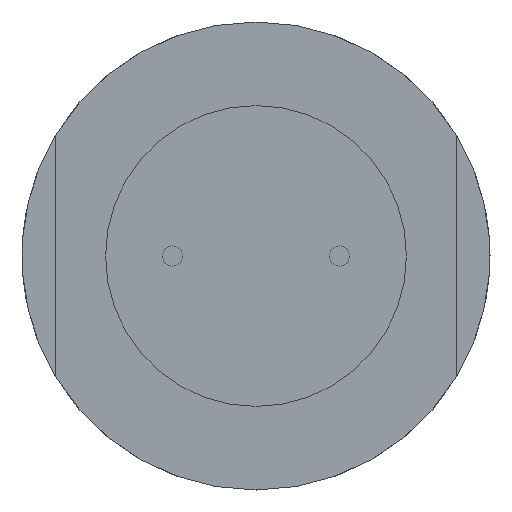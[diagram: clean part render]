
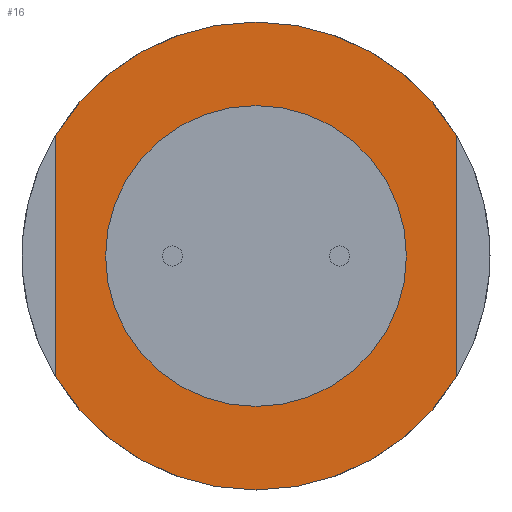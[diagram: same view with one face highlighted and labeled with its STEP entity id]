
A CAD part, front view. The second image highlights one B-rep face of the part: STEP entity #16.
In plain terms, the highlighted planar face has unit normal (0, -1, 0).
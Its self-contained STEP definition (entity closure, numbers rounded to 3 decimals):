
#8 = VERTEX_POINT ( 'NONE', #78 ) ;
#11 = DIRECTION ( 'NONE',  ( 0., 0., 1. ) ) ;
#16 = ADVANCED_FACE ( 'NONE', ( #380, #85 ), #45, .T. ) ;
#17 = CARTESIAN_POINT ( 'NONE',  ( 0., 0., 0. ) ) ;
#19 = AXIS2_PLACEMENT_3D ( 'NONE', #245, #475, #441 ) ;
#25 = CARTESIAN_POINT ( 'NONE',  ( -6., 0., 0. ) ) ;
#45 = PLANE ( 'NONE',  #404 ) ;
#48 = AXIS2_PLACEMENT_3D ( 'NONE', #238, #152, #374 ) ;
#50 = ORIENTED_EDGE ( 'NONE', *, *, #418, .F. ) ;
#52 = CARTESIAN_POINT ( 'NONE',  ( 0., 0., 0. ) ) ;
#56 = VECTOR ( 'NONE', #145, 1000. ) ;
#66 = EDGE_CURVE ( 'NONE', #352, #206, #70, .T. ) ;
#70 = LINE ( 'NONE', #327, #56 ) ;
#78 = CARTESIAN_POINT ( 'NONE',  ( 0., 0., 4.5 ) ) ;
#80 = EDGE_LOOP ( 'NONE', ( #174, #458, #307, #231, #417, #50 ) ) ;
#84 = AXIS2_PLACEMENT_3D ( 'NONE', #17, #94, #178 ) ;
#85 = FACE_BOUND ( 'NONE', #385, .T. ) ;
#94 = DIRECTION ( 'NONE',  ( 0., 1., 0. ) ) ;
#106 = CARTESIAN_POINT ( 'NONE',  ( 6., 0., 3.606 ) ) ;
#111 = DIRECTION ( 'NONE',  ( 0., 1., 0. ) ) ;
#122 = VERTEX_POINT ( 'NONE', #369 ) ;
#133 = CIRCLE ( 'NONE', #221, 7. ) ;
#136 = DIRECTION ( 'NONE',  ( 0., 0., -1. ) ) ;
#145 = DIRECTION ( 'NONE',  ( 0., 0., -1. ) ) ;
#146 = LINE ( 'NONE', #25, #359 ) ;
#152 = DIRECTION ( 'NONE',  ( 0., 1., 0. ) ) ;
#168 = DIRECTION ( 'NONE',  ( 0., 1., 0. ) ) ;
#174 = ORIENTED_EDGE ( 'NONE', *, *, #265, .F. ) ;
#176 = CARTESIAN_POINT ( 'NONE',  ( 0., 0., -4.5 ) ) ;
#178 = DIRECTION ( 'NONE',  ( 0., 0., 1. ) ) ;
#179 = AXIS2_PLACEMENT_3D ( 'NONE', #348, #168, #11 ) ;
#180 = DIRECTION ( 'NONE',  ( 0., 1., 0. ) ) ;
#183 = CIRCLE ( 'NONE', #179, 7. ) ;
#198 = VERTEX_POINT ( 'NONE', #381 ) ;
#199 = CIRCLE ( 'NONE', #19, 4.5 ) ;
#201 = EDGE_CURVE ( 'NONE', #206, #311, #183, .T. ) ;
#202 = DIRECTION ( 'NONE',  ( 0., -1., 0. ) ) ;
#204 = CARTESIAN_POINT ( 'NONE',  ( 6., 0., -3.606 ) ) ;
#206 = VERTEX_POINT ( 'NONE', #204 ) ;
#221 = AXIS2_PLACEMENT_3D ( 'NONE', #300, #111, #276 ) ;
#231 = ORIENTED_EDGE ( 'NONE', *, *, #66, .F. ) ;
#237 = ORIENTED_EDGE ( 'NONE', *, *, #303, .T. ) ;
#238 = CARTESIAN_POINT ( 'NONE',  ( 0., 0., 0. ) ) ;
#242 = CIRCLE ( 'NONE', #365, 4.5 ) ;
#245 = CARTESIAN_POINT ( 'NONE',  ( 0., 0., 0. ) ) ;
#265 = EDGE_CURVE ( 'NONE', #198, #122, #146, .T. ) ;
#269 = ORIENTED_EDGE ( 'NONE', *, *, #484, .T. ) ;
#276 = DIRECTION ( 'NONE',  ( 0., 0., 1. ) ) ;
#300 = CARTESIAN_POINT ( 'NONE',  ( 0., 0., 0. ) ) ;
#303 = EDGE_CURVE ( 'NONE', #8, #463, #242, .T. ) ;
#306 = CIRCLE ( 'NONE', #48, 7. ) ;
#307 = ORIENTED_EDGE ( 'NONE', *, *, #201, .F. ) ;
#311 = VERTEX_POINT ( 'NONE', #401 ) ;
#327 = CARTESIAN_POINT ( 'NONE',  ( 6., 0., 0. ) ) ;
#328 = CARTESIAN_POINT ( 'NONE',  ( 0., 0., 7. ) ) ;
#347 = VERTEX_POINT ( 'NONE', #328 ) ;
#348 = CARTESIAN_POINT ( 'NONE',  ( 0., 0., 0. ) ) ;
#352 = VERTEX_POINT ( 'NONE', #106 ) ;
#359 = VECTOR ( 'NONE', #442, 1000. ) ;
#365 = AXIS2_PLACEMENT_3D ( 'NONE', #444, #180, #403 ) ;
#369 = CARTESIAN_POINT ( 'NONE',  ( -6., 0., 3.606 ) ) ;
#374 = DIRECTION ( 'NONE',  ( 0., 0., 1. ) ) ;
#380 = FACE_OUTER_BOUND ( 'NONE', #80, .T. ) ;
#381 = CARTESIAN_POINT ( 'NONE',  ( -6., 0., -3.606 ) ) ;
#385 = EDGE_LOOP ( 'NONE', ( #269, #237 ) ) ;
#391 = EDGE_CURVE ( 'NONE', #311, #198, #306, .T. ) ;
#401 = CARTESIAN_POINT ( 'NONE',  ( 0., 0., -7. ) ) ;
#403 = DIRECTION ( 'NONE',  ( 0., 0., -1. ) ) ;
#404 = AXIS2_PLACEMENT_3D ( 'NONE', #52, #202, #136 ) ;
#406 = CIRCLE ( 'NONE', #84, 7. ) ;
#417 = ORIENTED_EDGE ( 'NONE', *, *, #449, .F. ) ;
#418 = EDGE_CURVE ( 'NONE', #122, #347, #133, .T. ) ;
#441 = DIRECTION ( 'NONE',  ( 0., 0., -1. ) ) ;
#442 = DIRECTION ( 'NONE',  ( 0., 0., 1. ) ) ;
#444 = CARTESIAN_POINT ( 'NONE',  ( 0., 0., 0. ) ) ;
#449 = EDGE_CURVE ( 'NONE', #347, #352, #406, .T. ) ;
#458 = ORIENTED_EDGE ( 'NONE', *, *, #391, .F. ) ;
#463 = VERTEX_POINT ( 'NONE', #176 ) ;
#475 = DIRECTION ( 'NONE',  ( 0., 1., 0. ) ) ;
#484 = EDGE_CURVE ( 'NONE', #463, #8, #199, .T. ) ;
